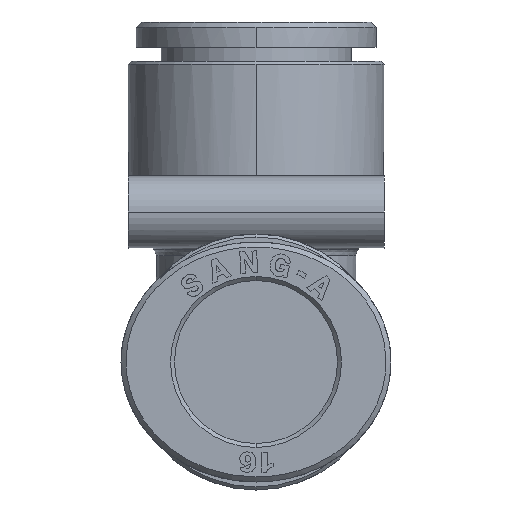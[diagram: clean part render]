
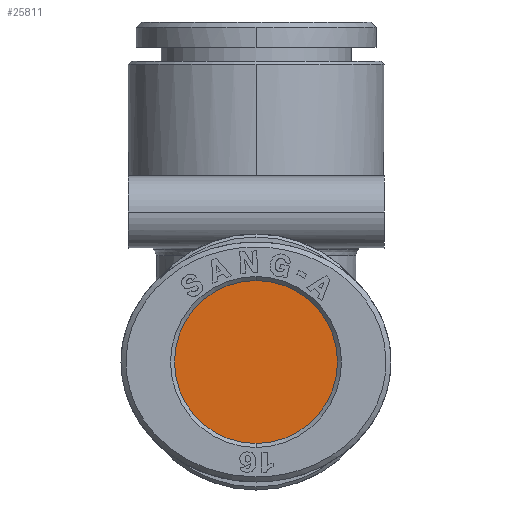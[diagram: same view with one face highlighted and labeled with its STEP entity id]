
A CAD part, left-side view. The second image highlights one B-rep face of the part: STEP entity #25811.
In plain terms, the highlighted face is planar.
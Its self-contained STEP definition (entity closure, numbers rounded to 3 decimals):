
#1148=CARTESIAN_POINT('',(9.5,0.,-8.15));
#1149=VERTEX_POINT('',#1148);
#1158=CARTESIAN_POINT('',(9.5,0.,8.15));
#1159=VERTEX_POINT('',#1158);
#1160=CARTESIAN_POINT('',(9.5,0.,0.));
#1161=DIRECTION('',(-1.0,0.0,0.0));
#1162=DIRECTION('',(0.0,0.0,-1.0));
#1163=AXIS2_PLACEMENT_3D('',#1160,#1161,#1162);
#1164=CIRCLE('',#1163,8.15);
#1165=EDGE_CURVE('',#1149,#1159,#1164,.T.);
#25792=CARTESIAN_POINT('',(9.5,0.,0.));
#25793=DIRECTION('',(-1.0,0.0,0.0));
#25794=DIRECTION('',(0.0,0.0,-1.0));
#25795=AXIS2_PLACEMENT_3D('',#25792,#25793,#25794);
#25796=CIRCLE('',#25795,8.15);
#25797=EDGE_CURVE('',#1159,#1149,#25796,.T.);
#25802=CARTESIAN_POINT('',(9.5,0.,0.));
#25803=DIRECTION('',(-1.0,0.0,0.0));
#25804=DIRECTION('',(0.0,0.0,-1.0));
#25805=AXIS2_PLACEMENT_3D('',#25802,#25803,#25804);
#25806=PLANE('',#25805);
#25807=ORIENTED_EDGE('',*,*,#1165,.F.);
#25808=ORIENTED_EDGE('',*,*,#25797,.F.);
#25809=EDGE_LOOP('',(#25807,#25808));
#25810=FACE_OUTER_BOUND('',#25809,.T.);
#25811=ADVANCED_FACE('',(#25810),#25806,.F.);
